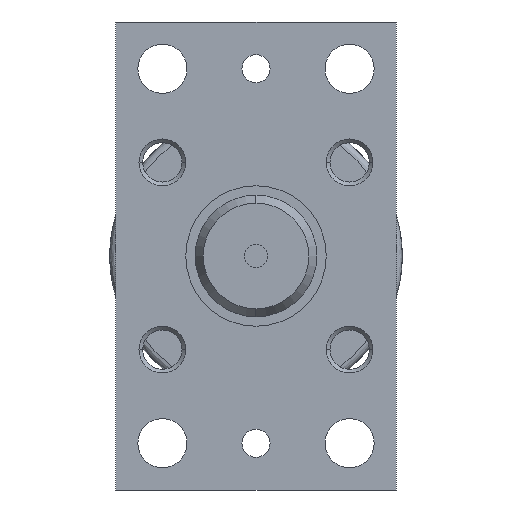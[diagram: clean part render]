
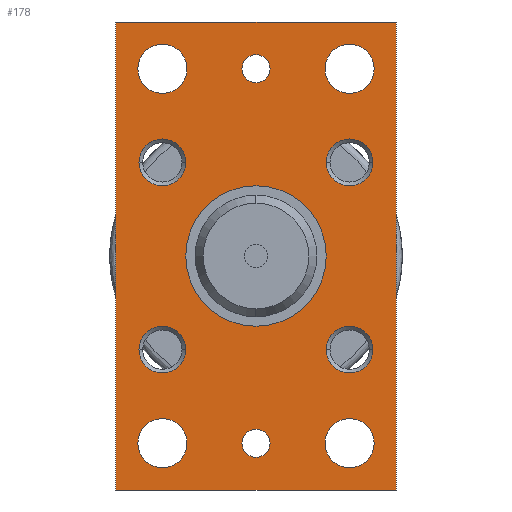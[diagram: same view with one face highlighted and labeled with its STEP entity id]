
A CAD part, left-side view. The second image highlights one B-rep face of the part: STEP entity #178.
In plain terms, the highlighted planar face has unit normal (-1, 0, 0).
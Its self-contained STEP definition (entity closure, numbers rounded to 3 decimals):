
#178=ADVANCED_FACE('',(#377,#378,#379,#380,#381,#382,#383,#384,#385,#386,#387,#388),#389,.F.);
#377=FACE_BOUND('',#707,.T.);
#378=FACE_BOUND('',#708,.T.);
#379=FACE_BOUND('',#709,.T.);
#380=FACE_BOUND('',#710,.T.);
#381=FACE_BOUND('',#711,.T.);
#382=FACE_BOUND('',#712,.T.);
#383=FACE_BOUND('',#713,.T.);
#384=FACE_BOUND('',#714,.T.);
#385=FACE_BOUND('',#715,.T.);
#386=FACE_BOUND('',#716,.T.);
#387=FACE_BOUND('',#717,.T.);
#388=FACE_OUTER_BOUND('',#718,.T.);
#389=PLANE('',#719);
#707=EDGE_LOOP('',(#1136,#1137));
#708=EDGE_LOOP('',(#1138,#1139));
#709=EDGE_LOOP('',(#1140,#1141));
#710=EDGE_LOOP('',(#1142,#1143));
#711=EDGE_LOOP('',(#1144,#1145));
#712=EDGE_LOOP('',(#1146,#1147));
#713=EDGE_LOOP('',(#1148,#1149));
#714=EDGE_LOOP('',(#1150,#1151));
#715=EDGE_LOOP('',(#1152,#1153));
#716=EDGE_LOOP('',(#1154,#1155));
#717=EDGE_LOOP('',(#1156,#1157));
#718=EDGE_LOOP('',(#1158,#1159,#1160,#1161));
#719=AXIS2_PLACEMENT_3D('',#1162,#1163,#1164);
#1136=ORIENTED_EDGE('',*,*,#1507,.T.);
#1137=ORIENTED_EDGE('',*,*,#1475,.T.);
#1138=ORIENTED_EDGE('',*,*,#1561,.T.);
#1139=ORIENTED_EDGE('',*,*,#1480,.T.);
#1140=ORIENTED_EDGE('',*,*,#1562,.T.);
#1141=ORIENTED_EDGE('',*,*,#1563,.T.);
#1142=ORIENTED_EDGE('',*,*,#1515,.T.);
#1143=ORIENTED_EDGE('',*,*,#1408,.T.);
#1144=ORIENTED_EDGE('',*,*,#1446,.T.);
#1145=ORIENTED_EDGE('',*,*,#1540,.T.);
#1146=ORIENTED_EDGE('',*,*,#1418,.T.);
#1147=ORIENTED_EDGE('',*,*,#1564,.T.);
#1148=ORIENTED_EDGE('',*,*,#1433,.T.);
#1149=ORIENTED_EDGE('',*,*,#1498,.T.);
#1150=ORIENTED_EDGE('',*,*,#1565,.T.);
#1151=ORIENTED_EDGE('',*,*,#1453,.T.);
#1152=ORIENTED_EDGE('',*,*,#1566,.T.);
#1153=ORIENTED_EDGE('',*,*,#1567,.T.);
#1154=ORIENTED_EDGE('',*,*,#1521,.T.);
#1155=ORIENTED_EDGE('',*,*,#1443,.T.);
#1156=ORIENTED_EDGE('',*,*,#1456,.T.);
#1157=ORIENTED_EDGE('',*,*,#1568,.T.);
#1158=ORIENTED_EDGE('',*,*,#1569,.T.);
#1159=ORIENTED_EDGE('',*,*,#1531,.T.);
#1160=ORIENTED_EDGE('',*,*,#1570,.T.);
#1161=ORIENTED_EDGE('',*,*,#1501,.T.);
#1162=CARTESIAN_POINT('',(-10.0,0.0,0.0));
#1163=DIRECTION('',(1.0,0.0,0.));
#1164=DIRECTION('',(0.,0.0,-1.0));
#1408=EDGE_CURVE('',#1646,#1644,#1647,.T.);
#1418=EDGE_CURVE('',#1664,#1662,#1665,.T.);
#1433=EDGE_CURVE('',#1691,#1689,#1692,.T.);
#1443=EDGE_CURVE('',#1701,#1705,#1707,.T.);
#1446=EDGE_CURVE('',#1712,#1710,#1713,.T.);
#1453=EDGE_CURVE('',#1719,#1723,#1725,.T.);
#1456=EDGE_CURVE('',#1730,#1728,#1731,.T.);
#1475=EDGE_CURVE('',#1761,#1759,#1762,.T.);
#1480=EDGE_CURVE('',#1769,#1767,#1770,.T.);
#1498=EDGE_CURVE('',#1689,#1691,#1794,.T.);
#1501=EDGE_CURVE('',#1799,#1797,#1800,.T.);
#1507=EDGE_CURVE('',#1759,#1761,#1807,.T.);
#1515=EDGE_CURVE('',#1644,#1646,#1817,.T.);
#1521=EDGE_CURVE('',#1705,#1701,#1825,.T.);
#1531=EDGE_CURVE('',#1837,#1835,#1838,.T.);
#1540=EDGE_CURVE('',#1710,#1712,#1850,.T.);
#1561=EDGE_CURVE('',#1767,#1769,#1879,.T.);
#1562=EDGE_CURVE('',#1880,#1881,#1882,.T.);
#1563=EDGE_CURVE('',#1881,#1880,#1883,.T.);
#1564=EDGE_CURVE('',#1662,#1664,#1884,.T.);
#1565=EDGE_CURVE('',#1723,#1719,#1885,.T.);
#1566=EDGE_CURVE('',#1886,#1887,#1888,.T.);
#1567=EDGE_CURVE('',#1887,#1886,#1889,.T.);
#1568=EDGE_CURVE('',#1728,#1730,#1890,.T.);
#1569=EDGE_CURVE('',#1797,#1837,#1891,.T.);
#1570=EDGE_CURVE('',#1835,#1799,#1892,.T.);
#1644=VERTEX_POINT('',#1974);
#1646=VERTEX_POINT('',#1977);
#1647=CIRCLE('',#1978,5.0);
#1662=VERTEX_POINT('',#1996);
#1664=VERTEX_POINT('',#1999);
#1665=CIRCLE('',#2000,3.0);
#1689=VERTEX_POINT('',#2027);
#1691=VERTEX_POINT('',#2030);
#1692=CIRCLE('',#2031,5.25);
#1701=VERTEX_POINT('',#2041);
#1705=VERTEX_POINT('',#2046);
#1707=CIRCLE('',#2049,5.25);
#1710=VERTEX_POINT('',#2052);
#1712=VERTEX_POINT('',#2055);
#1713=CIRCLE('',#2056,3.0);
#1719=VERTEX_POINT('',#2063);
#1723=VERTEX_POINT('',#2068);
#1725=CIRCLE('',#2071,5.25);
#1728=VERTEX_POINT('',#2074);
#1730=VERTEX_POINT('',#2077);
#1731=CIRCLE('',#2078,15.0);
#1759=VERTEX_POINT('',#2119);
#1761=VERTEX_POINT('',#2122);
#1762=CIRCLE('',#2123,5.0);
#1767=VERTEX_POINT('',#2129);
#1769=VERTEX_POINT('',#2132);
#1770=CIRCLE('',#2133,5.0);
#1794=CIRCLE('',#2170,5.25);
#1797=VERTEX_POINT('',#2173);
#1799=VERTEX_POINT('',#2176);
#1800=LINE('',#2177,#2178);
#1807=CIRCLE('',#2187,5.0);
#1817=CIRCLE('',#2199,5.0);
#1825=CIRCLE('',#2209,5.25);
#1835=VERTEX_POINT('',#2219);
#1837=VERTEX_POINT('',#2222);
#1838=LINE('',#2223,#2224);
#1850=CIRCLE('',#2240,3.0);
#1879=CIRCLE('',#2273,5.0);
#1880=VERTEX_POINT('',#2274);
#1881=VERTEX_POINT('',#2275);
#1882=CIRCLE('',#2276,5.0);
#1883=CIRCLE('',#2277,5.0);
#1884=CIRCLE('',#2278,3.0);
#1885=CIRCLE('',#2279,5.25);
#1886=VERTEX_POINT('',#2280);
#1887=VERTEX_POINT('',#2281);
#1888=CIRCLE('',#2282,5.25);
#1889=CIRCLE('',#2283,5.25);
#1890=CIRCLE('',#2284,15.0);
#1891=LINE('',#2285,#2286);
#1892=LINE('',#2287,#2288);
#1974=CARTESIAN_POINT('',(-10.0,-15.0,20.0));
#1977=CARTESIAN_POINT('',(-10.0,-25.0,20.0));
#1978=AXIS2_PLACEMENT_3D('',#2375,#2376,#2377);
#1996=CARTESIAN_POINT('',(-10.0,0.,37.0));
#1999=CARTESIAN_POINT('',(-10.0,0.,43.0));
#2000=AXIS2_PLACEMENT_3D('',#2391,#2392,#2393);
#2027=CARTESIAN_POINT('',(-10.0,20.0,-45.25));
#2030=CARTESIAN_POINT('',(-10.0,20.0,-34.75));
#2031=AXIS2_PLACEMENT_3D('',#2419,#2420,#2421);
#2041=CARTESIAN_POINT('',(-10.0,-20.0,34.75));
#2046=CARTESIAN_POINT('',(-10.0,-20.0,45.25));
#2049=AXIS2_PLACEMENT_3D('',#2437,#2438,#2439);
#2052=CARTESIAN_POINT('',(-10.0,0.,-43.0));
#2055=CARTESIAN_POINT('',(-10.0,0.,-37.0));
#2056=AXIS2_PLACEMENT_3D('',#2441,#2442,#2443);
#2063=CARTESIAN_POINT('',(-10.0,-20.0,-45.25));
#2068=CARTESIAN_POINT('',(-10.0,-20.0,-34.75));
#2071=AXIS2_PLACEMENT_3D('',#2453,#2454,#2455);
#2074=CARTESIAN_POINT('',(-10.0,0.,-15.0));
#2077=CARTESIAN_POINT('',(-10.0,0.,15.0));
#2078=AXIS2_PLACEMENT_3D('',#2457,#2458,#2459);
#2119=CARTESIAN_POINT('',(-10.0,25.0,-20.0));
#2122=CARTESIAN_POINT('',(-10.0,15.0,-20.0));
#2123=AXIS2_PLACEMENT_3D('',#2491,#2492,#2493);
#2129=CARTESIAN_POINT('',(-10.0,-15.0,-20.0));
#2132=CARTESIAN_POINT('',(-10.0,-25.0,-20.0));
#2133=AXIS2_PLACEMENT_3D('',#2499,#2500,#2501);
#2170=AXIS2_PLACEMENT_3D('',#2529,#2530,#2531);
#2173=CARTESIAN_POINT('',(-10.0,30.0,-50.0));
#2176=CARTESIAN_POINT('',(-10.0,30.0,50.0));
#2177=CARTESIAN_POINT('',(-10.0,30.0,0.0));
#2178=VECTOR('',#2533,1.0);
#2187=AXIS2_PLACEMENT_3D('',#2539,#2540,#2541);
#2199=AXIS2_PLACEMENT_3D('',#2553,#2554,#2555);
#2209=AXIS2_PLACEMENT_3D('',#2561,#2562,#2563);
#2219=CARTESIAN_POINT('',(-10.0,-30.0,50.0));
#2222=CARTESIAN_POINT('',(-10.0,-30.0,-50.0));
#2223=CARTESIAN_POINT('',(-10.0,-30.0,0.0));
#2224=VECTOR('',#2580,1.0);
#2240=AXIS2_PLACEMENT_3D('',#2591,#2592,#2593);
#2273=AXIS2_PLACEMENT_3D('',#2622,#2623,#2624);
#2274=CARTESIAN_POINT('',(-10.0,25.0,20.0));
#2275=CARTESIAN_POINT('',(-10.0,15.0,20.0));
#2276=AXIS2_PLACEMENT_3D('',#2625,#2626,#2627);
#2277=AXIS2_PLACEMENT_3D('',#2628,#2629,#2630);
#2278=AXIS2_PLACEMENT_3D('',#2631,#2632,#2633);
#2279=AXIS2_PLACEMENT_3D('',#2634,#2635,#2636);
#2280=CARTESIAN_POINT('',(-10.0,20.0,45.25));
#2281=CARTESIAN_POINT('',(-10.0,20.0,34.75));
#2282=AXIS2_PLACEMENT_3D('',#2637,#2638,#2639);
#2283=AXIS2_PLACEMENT_3D('',#2640,#2641,#2642);
#2284=AXIS2_PLACEMENT_3D('',#2643,#2644,#2645);
#2285=CARTESIAN_POINT('',(-10.0,0.0,-50.0));
#2286=VECTOR('',#2646,1.0);
#2287=CARTESIAN_POINT('',(-10.0,0.0,50.0));
#2288=VECTOR('',#2647,1.0);
#2375=CARTESIAN_POINT('',(-10.0,-20.0,20.0));
#2376=DIRECTION('',(1.0,-0.0,0.));
#2377=DIRECTION('',(0.0,1.0,0.0));
#2391=CARTESIAN_POINT('',(-10.0,0.0,40.0));
#2392=DIRECTION('',(1.0,0.0,0.));
#2393=DIRECTION('',(0.,0.0,-1.0));
#2419=CARTESIAN_POINT('',(-10.0,20.0,-40.0));
#2420=DIRECTION('',(1.0,0.0,0.));
#2421=DIRECTION('',(0.,0.0,-1.0));
#2437=CARTESIAN_POINT('',(-10.0,-20.0,40.0));
#2438=DIRECTION('',(1.0,0.0,0.));
#2439=DIRECTION('',(0.,0.0,-1.0));
#2441=CARTESIAN_POINT('',(-10.0,0.0,-40.0));
#2442=DIRECTION('',(1.0,0.0,0.));
#2443=DIRECTION('',(0.,0.0,-1.0));
#2453=CARTESIAN_POINT('',(-10.0,-20.0,-40.0));
#2454=DIRECTION('',(1.0,0.0,0.));
#2455=DIRECTION('',(0.,0.0,-1.0));
#2457=CARTESIAN_POINT('',(-10.0,0.0,0.0));
#2458=DIRECTION('',(1.0,0.0,0.));
#2459=DIRECTION('',(0.,0.0,-1.0));
#2491=CARTESIAN_POINT('',(-10.0,20.0,-20.0));
#2492=DIRECTION('',(1.0,-0.0,0.));
#2493=DIRECTION('',(0.0,1.0,0.0));
#2499=CARTESIAN_POINT('',(-10.0,-20.0,-20.0));
#2500=DIRECTION('',(1.0,-0.0,0.));
#2501=DIRECTION('',(0.0,1.0,0.0));
#2529=CARTESIAN_POINT('',(-10.0,20.0,-40.0));
#2530=DIRECTION('',(1.0,0.0,0.));
#2531=DIRECTION('',(0.,0.0,-1.0));
#2533=DIRECTION('',(0.,0.0,-1.0));
#2539=CARTESIAN_POINT('',(-10.0,20.0,-20.0));
#2540=DIRECTION('',(1.0,-0.0,0.));
#2541=DIRECTION('',(0.0,1.0,0.0));
#2553=CARTESIAN_POINT('',(-10.0,-20.0,20.0));
#2554=DIRECTION('',(1.0,-0.0,0.));
#2555=DIRECTION('',(0.0,1.0,0.0));
#2561=CARTESIAN_POINT('',(-10.0,-20.0,40.0));
#2562=DIRECTION('',(1.0,0.0,0.));
#2563=DIRECTION('',(0.,0.0,-1.0));
#2580=DIRECTION('',(0.,0.0,1.0));
#2591=CARTESIAN_POINT('',(-10.0,0.0,-40.0));
#2592=DIRECTION('',(1.0,0.0,0.));
#2593=DIRECTION('',(0.,0.0,-1.0));
#2622=CARTESIAN_POINT('',(-10.0,-20.0,-20.0));
#2623=DIRECTION('',(1.0,-0.0,0.));
#2624=DIRECTION('',(0.0,1.0,0.0));
#2625=CARTESIAN_POINT('',(-10.0,20.0,20.0));
#2626=DIRECTION('',(1.0,-0.0,0.));
#2627=DIRECTION('',(0.0,1.0,0.0));
#2628=CARTESIAN_POINT('',(-10.0,20.0,20.0));
#2629=DIRECTION('',(1.0,-0.0,0.));
#2630=DIRECTION('',(0.0,1.0,0.0));
#2631=CARTESIAN_POINT('',(-10.0,0.0,40.0));
#2632=DIRECTION('',(1.0,0.0,0.));
#2633=DIRECTION('',(0.,0.0,-1.0));
#2634=CARTESIAN_POINT('',(-10.0,-20.0,-40.0));
#2635=DIRECTION('',(1.0,0.0,0.));
#2636=DIRECTION('',(0.,0.0,-1.0));
#2637=CARTESIAN_POINT('',(-10.0,20.0,40.0));
#2638=DIRECTION('',(1.0,0.0,0.));
#2639=DIRECTION('',(0.,0.0,-1.0));
#2640=CARTESIAN_POINT('',(-10.0,20.0,40.0));
#2641=DIRECTION('',(1.0,0.0,0.));
#2642=DIRECTION('',(0.,0.0,-1.0));
#2643=CARTESIAN_POINT('',(-10.0,0.0,0.0));
#2644=DIRECTION('',(1.0,0.0,0.));
#2645=DIRECTION('',(0.,0.0,-1.0));
#2646=DIRECTION('',(0.0,-1.0,0.0));
#2647=DIRECTION('',(0.0,1.0,0.0));
